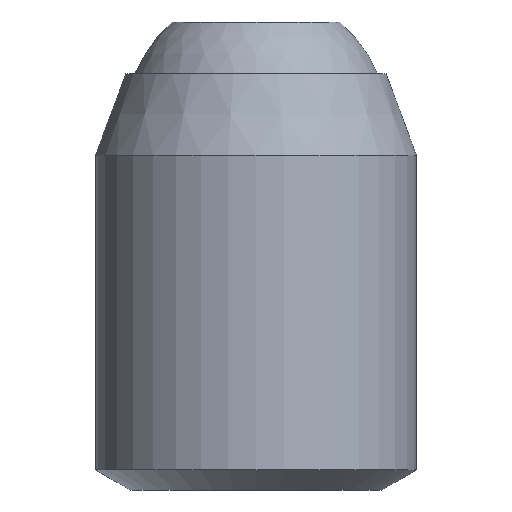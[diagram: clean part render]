
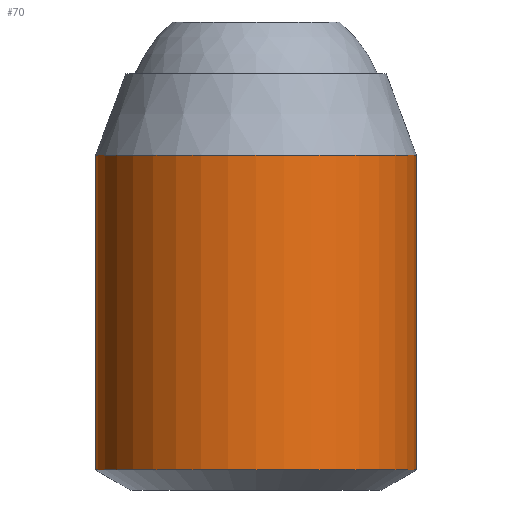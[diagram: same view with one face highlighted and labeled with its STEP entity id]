
A CAD part, front view. The second image highlights one B-rep face of the part: STEP entity #70.
In plain terms, the highlighted cylindrical face has radius 12 mm (diameter 24 mm), a full revolution.
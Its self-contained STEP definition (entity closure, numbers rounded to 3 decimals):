
#70 = ADVANCED_FACE( '', ( #144, #145 ), #146, .T. );
#144 = FACE_OUTER_BOUND( '', #218, .T. );
#145 = FACE_OUTER_BOUND( '', #219, .T. );
#146 = CYLINDRICAL_SURFACE( '', #220, 12. );
#218 = EDGE_LOOP( '', ( #348 ) );
#219 = EDGE_LOOP( '', ( #349 ) );
#220 = AXIS2_PLACEMENT_3D( '', #350, #351, #352 );
#348 = ORIENTED_EDGE( '', *, *, #426, .T. );
#349 = ORIENTED_EDGE( '', *, *, #444, .T. );
#350 = CARTESIAN_POINT( '', ( 0., 0., 31.14 ) );
#351 = DIRECTION( '', ( 0., 0., 1. ) );
#352 = DIRECTION( '', ( -1., 0., 0. ) );
#426 = EDGE_CURVE( '', #500, #500, #501, .T. );
#444 = EDGE_CURVE( '', #523, #523, #524, .T. );
#500 = VERTEX_POINT( '', #592 );
#501 = CIRCLE( '', #593, 12. );
#523 = VERTEX_POINT( '', #626 );
#524 = CIRCLE( '', #627, 12. );
#592 = CARTESIAN_POINT( '', ( 12., 0., 1.5 ) );
#593 = AXIS2_PLACEMENT_3D( '', #678, #679, #680 );
#626 = CARTESIAN_POINT( '', ( -12., 0., 25.026 ) );
#627 = AXIS2_PLACEMENT_3D( '', #692, #693, #694 );
#678 = CARTESIAN_POINT( '', ( 0., 0., 1.5 ) );
#679 = DIRECTION( '', ( 0., 0., 1. ) );
#680 = DIRECTION( '', ( 1., 0., 0. ) );
#692 = CARTESIAN_POINT( '', ( 0., 0., 25.026 ) );
#693 = DIRECTION( '', ( 0., 0., -1. ) );
#694 = DIRECTION( '', ( -1., 0., 0. ) );
